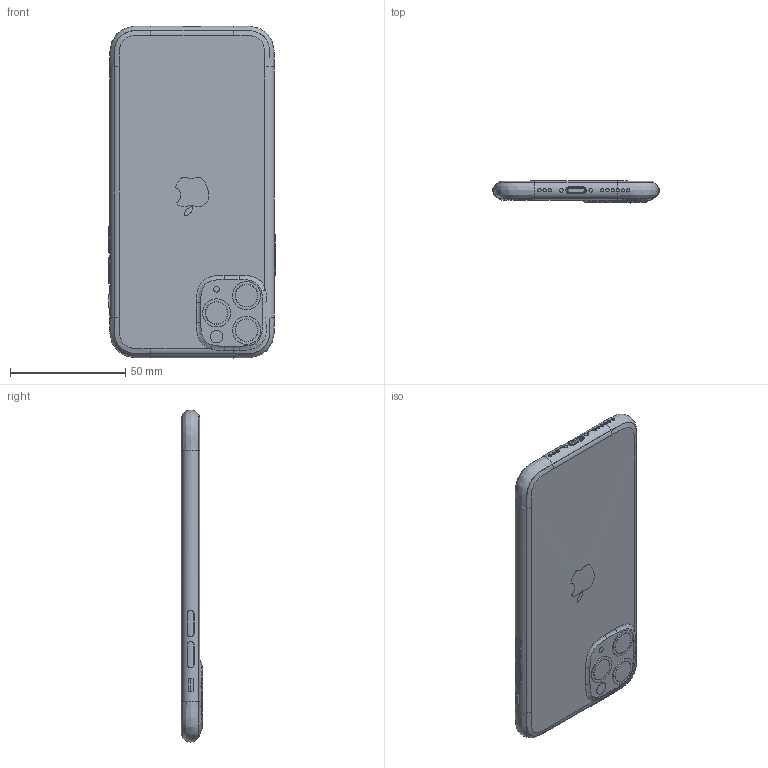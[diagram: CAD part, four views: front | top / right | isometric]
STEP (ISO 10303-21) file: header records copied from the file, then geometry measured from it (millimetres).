
FILE_DESCRIPTION((''),'2;1');
FILE_NAME('IPHONE_11_PRO','2019-09-25T',('ml_chiu'),(''),'PRO/ENGINEER BY PARAMETRIC TECHNOLOGY CORPORATION, 2012310','PRO/ENGINEER BY PARAMETRIC TECHNOLOGY CORPORATION, 2012310','');
FILE_SCHEMA(('CONFIG_CONTROL_DESIGN'));
Length unit declared in the file: millimetre
Products named in the file (1): IPHONE_11_PRO
Bounding box: 72.17 x 9.31 x 143.99 mm (x, y, z)
Volume: 80171.9 mm3; surface area: 22704.8 mm2
Topology: 1 solids, 1 shells, 193 faces, 466 edges, 312 vertices
Faces by surface type: cylinder 77, plane 76, bspline 26, extrusion 8, cone 6
Entity records: 8869 total; most frequent: CARTESIAN_POINT 4541, ORIENTED_EDGE 932, DIRECTION 766, EDGE_CURVE 466, VERTEX_POINT 312, AXIS2_PLACEMENT_3D 268, VECTOR 230, EDGE_LOOP 230
